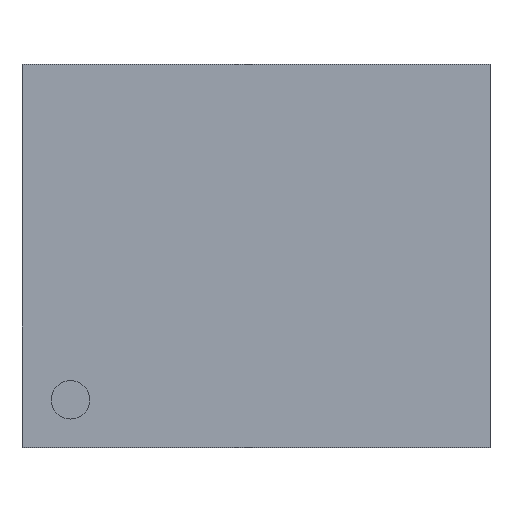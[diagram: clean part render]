
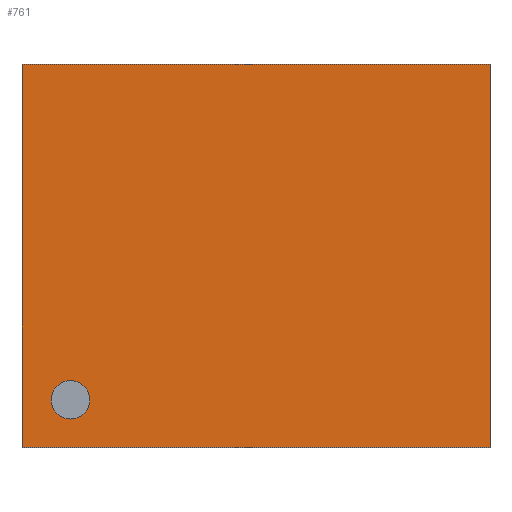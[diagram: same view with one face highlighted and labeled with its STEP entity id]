
A CAD part, top view. The second image highlights one B-rep face of the part: STEP entity #761.
In plain terms, the highlighted planar face has unit normal (0, 0, 1).
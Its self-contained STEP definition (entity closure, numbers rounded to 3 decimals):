
#36=FACE_OUTER_BOUND('',#88,.T.);
#88=EDGE_LOOP('',(#508,#509,#510,#511));
#141=LINE('',#1090,#240);
#142=LINE('',#1092,#241);
#143=LINE('',#1094,#242);
#144=LINE('',#1095,#243);
#240=VECTOR('',#881,10.);
#241=VECTOR('',#882,10.);
#242=VECTOR('',#883,10.);
#243=VECTOR('',#884,10.);
#339=VERTEX_POINT('',#1088);
#340=VERTEX_POINT('',#1089);
#341=VERTEX_POINT('',#1091);
#342=VERTEX_POINT('',#1093);
#407=EDGE_CURVE('',#339,#340,#141,.T.);
#408=EDGE_CURVE('',#340,#341,#142,.T.);
#409=EDGE_CURVE('',#341,#342,#143,.T.);
#410=EDGE_CURVE('',#342,#339,#144,.T.);
#508=ORIENTED_EDGE('',*,*,#407,.T.);
#509=ORIENTED_EDGE('',*,*,#408,.T.);
#510=ORIENTED_EDGE('',*,*,#409,.T.);
#511=ORIENTED_EDGE('',*,*,#410,.T.);
#710=PLANE('',#823);
#761=ADVANCED_FACE('',(#36),#710,.T.);
#823=AXIS2_PLACEMENT_3D('',#1087,#879,#880);
#879=DIRECTION('center_axis',(0.,0.,1.));
#880=DIRECTION('ref_axis',(1.,0.,0.));
#881=DIRECTION('',(0.,1.,0.));
#882=DIRECTION('',(-1.,0.,0.));
#883=DIRECTION('',(0.,-1.,0.));
#884=DIRECTION('',(1.,0.,0.));
#1087=CARTESIAN_POINT('Origin',(0.,0.,0.45));
#1088=CARTESIAN_POINT('',(0.55,-0.45,0.45));
#1089=CARTESIAN_POINT('',(0.55,0.45,0.45));
#1090=CARTESIAN_POINT('',(0.55,-0.45,0.45));
#1091=CARTESIAN_POINT('',(-0.55,0.45,0.45));
#1092=CARTESIAN_POINT('',(0.55,0.45,0.45));
#1093=CARTESIAN_POINT('',(-0.55,-0.45,0.45));
#1094=CARTESIAN_POINT('',(-0.55,0.45,0.45));
#1095=CARTESIAN_POINT('',(-0.55,-0.45,0.45));
